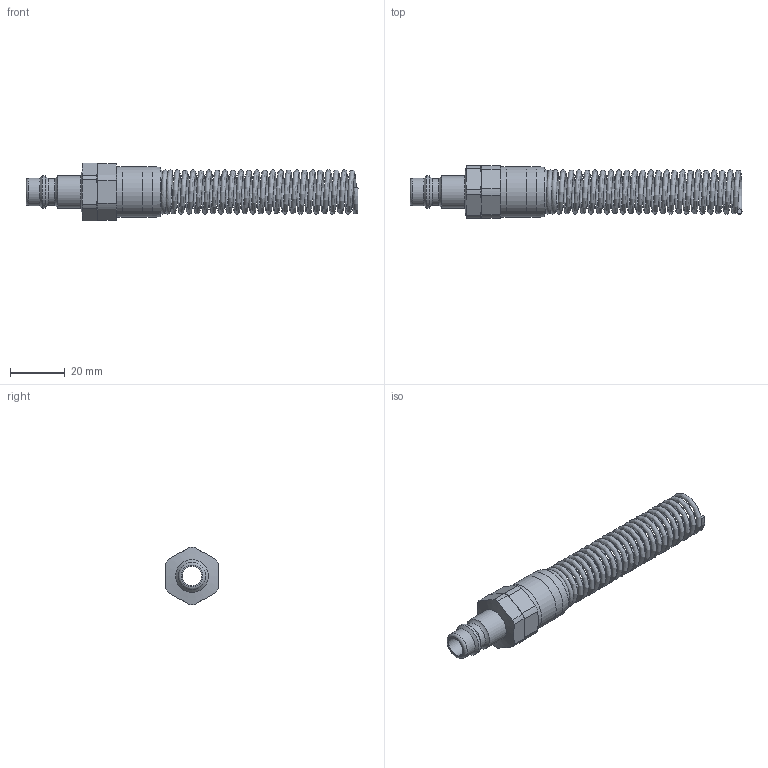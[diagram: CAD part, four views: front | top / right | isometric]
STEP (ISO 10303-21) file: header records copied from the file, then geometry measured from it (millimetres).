
FILE_DESCRIPTION(/* description */ (''),/* implementation_level */ '2;1');
FILE_NAME(/* name */ 'ESN 812 SQF.stp',/* time_stamp */ '2023-01-16T12:29:50+01:00',/* author */ ('stefan.foerster'),/* organization */ (''),/* preprocessor_version */ 'ST-DEVELOPER v18.1',/* originating_system */ 'Autodesk Inventor 2022',/* authorisation */ '0 mm^3');
FILE_SCHEMA (('AUTOMOTIVE_DESIGN { 1 0 10303 214 3 1 1 }'));
Length unit declared in the file: millimetre
Products named in the file (1): LUE_00041950_Vereinfachen_1
Bounding box: 120.9 x 19 x 20.99 mm (x, y, z)
Volume: 10033.5 mm3; surface area: 12024.6 mm2
Topology: 1 solids, 1 shells, 71 faces, 175 edges, 111 vertices
Faces by surface type: cylinder 31, plane 21, cone 13, torus 4, bspline 2
Full cylindrical faces by diameter (mm): 7 x1, 8.5 x1, 9 x1, 9.75 x1, 10 x1, 11 x1, 12 x2, 12.3 x1, 14.917 x1, 15.4 x4, 18.5 x3
Entity records: 11714 total; most frequent: CARTESIAN_POINT 9950, ORIENTED_EDGE 350, DIRECTION 345, EDGE_CURVE 175, AXIS2_PLACEMENT_3D 147, VERTEX_POINT 111, EDGE_LOOP 78, CIRCLE 77
